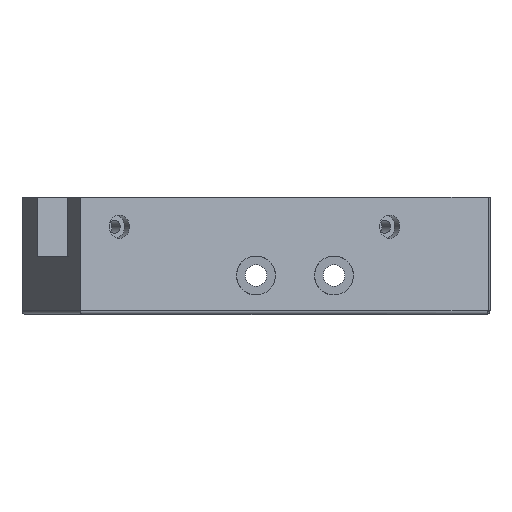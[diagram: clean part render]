
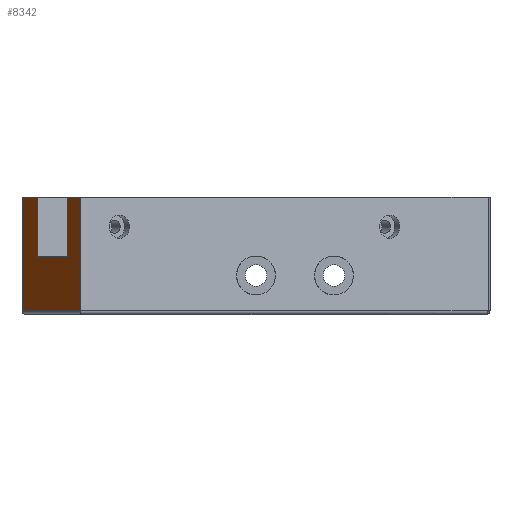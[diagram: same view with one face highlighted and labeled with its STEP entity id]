
A CAD part, left-side view. The second image highlights one B-rep face of the part: STEP entity #8342.
In plain terms, the highlighted planar face has unit normal (-0.5, 0.866, 0).
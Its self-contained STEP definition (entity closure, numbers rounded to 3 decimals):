
#1480 = CYLINDRICAL_SURFACE('',#1481,1.);
#1481 = AXIS2_PLACEMENT_3D('',#1482,#1483,#1484);
#1482 = CARTESIAN_POINT('',(-105.122,94.134,1.));
#1483 = DIRECTION('',(0.866,0.5,0.));
#1484 = DIRECTION('',(0.,0.,-1.));
#3413 = PLANE('',#3414);
#3414 = AXIS2_PLACEMENT_3D('',#3415,#3416,#3417);
#3415 = CARTESIAN_POINT('',(-37.758,54.956,30.));
#3416 = DIRECTION('',(0.,0.,1.));
#3417 = DIRECTION('',(1.,0.,0.));
#3588 = VERTEX_POINT('',#3589);
#3589 = CARTESIAN_POINT('',(-105.622,95.,1.));
#3603 = PLANE('',#3604);
#3604 = AXIS2_PLACEMENT_3D('',#3605,#3606,#3607);
#3605 = CARTESIAN_POINT('',(-45.,-10.,0.));
#3606 = DIRECTION('',(-0.866,-0.5,0.));
#3607 = DIRECTION('',(-0.5,0.866,0.));
#3701 = EDGE_CURVE('',#3588,#3702,#3704,.T.);
#3702 = VERTEX_POINT('',#3703);
#3703 = CARTESIAN_POINT('',(-79.641,110.,1.));
#3704 = SURFACE_CURVE('',#3705,(#3709,#3716),.PCURVE_S1.);
#3705 = LINE('',#3706,#3707);
#3706 = CARTESIAN_POINT('',(-105.622,95.,1.));
#3707 = VECTOR('',#3708,1.);
#3708 = DIRECTION('',(0.866,0.5,0.));
#3709 = PCURVE('',#1480,#3710);
#3710 = DEFINITIONAL_REPRESENTATION('',(#3711),#3715);
#3711 = LINE('',#3712,#3713);
#3712 = CARTESIAN_POINT('',(1.571,0.));
#3713 = VECTOR('',#3714,1.);
#3714 = DIRECTION('',(0.,1.));
#3715 = ( GEOMETRIC_REPRESENTATION_CONTEXT(2) 
PARAMETRIC_REPRESENTATION_CONTEXT() REPRESENTATION_CONTEXT('2D SPACE',''
  ) );
#3716 = PCURVE('',#3717,#3722);
#3717 = PLANE('',#3718);
#3718 = AXIS2_PLACEMENT_3D('',#3719,#3720,#3721);
#3719 = CARTESIAN_POINT('',(-105.622,95.,0.));
#3720 = DIRECTION('',(-0.5,0.866,0.));
#3721 = DIRECTION('',(0.866,0.5,0.));
#3722 = DEFINITIONAL_REPRESENTATION('',(#3723),#3727);
#3723 = LINE('',#3724,#3725);
#3724 = CARTESIAN_POINT('',(0.,-1.));
#3725 = VECTOR('',#3726,1.);
#3726 = DIRECTION('',(1.,0.));
#3727 = ( GEOMETRIC_REPRESENTATION_CONTEXT(2) 
PARAMETRIC_REPRESENTATION_CONTEXT() REPRESENTATION_CONTEXT('2D SPACE',''
  ) );
#3893 = PLANE('',#3894);
#3894 = AXIS2_PLACEMENT_3D('',#3895,#3896,#3897);
#3895 = CARTESIAN_POINT('',(-79.641,110.,0.));
#3896 = DIRECTION('',(0.,1.,0.));
#3897 = DIRECTION('',(1.,0.,0.));
#7167 = PLANE('',#7168);
#7168 = AXIS2_PLACEMENT_3D('',#7169,#7170,#7171);
#7169 = CARTESIAN_POINT('',(-37.758,54.956,30.));
#7170 = DIRECTION('',(0.,0.,1.));
#7171 = DIRECTION('',(1.,0.,0.));
#7499 = VERTEX_POINT('',#7500);
#7500 = CARTESIAN_POINT('',(-79.641,110.,30.));
#7521 = EDGE_CURVE('',#7522,#7499,#7524,.T.);
#7522 = VERTEX_POINT('',#7523);
#7523 = CARTESIAN_POINT('',(-86.566,106.002,30.));
#7524 = SURFACE_CURVE('',#7525,(#7529,#7536),.PCURVE_S1.);
#7525 = LINE('',#7526,#7527);
#7526 = CARTESIAN_POINT('',(-105.622,95.,30.));
#7527 = VECTOR('',#7528,1.);
#7528 = DIRECTION('',(0.866,0.5,0.));
#7529 = PCURVE('',#3413,#7530);
#7530 = DEFINITIONAL_REPRESENTATION('',(#7531),#7535);
#7531 = LINE('',#7532,#7533);
#7532 = CARTESIAN_POINT('',(-67.864,40.044));
#7533 = VECTOR('',#7534,1.);
#7534 = DIRECTION('',(0.866,0.5));
#7535 = ( GEOMETRIC_REPRESENTATION_CONTEXT(2) 
PARAMETRIC_REPRESENTATION_CONTEXT() REPRESENTATION_CONTEXT('2D SPACE',''
  ) );
#7536 = PCURVE('',#3717,#7537);
#7537 = DEFINITIONAL_REPRESENTATION('',(#7538),#7542);
#7538 = LINE('',#7539,#7540);
#7539 = CARTESIAN_POINT('',(0.,-30.));
#7540 = VECTOR('',#7541,1.);
#7541 = DIRECTION('',(1.,0.));
#7542 = ( GEOMETRIC_REPRESENTATION_CONTEXT(2) 
PARAMETRIC_REPRESENTATION_CONTEXT() REPRESENTATION_CONTEXT('2D SPACE',''
  ) );
#7560 = PLANE('',#7561);
#7561 = AXIS2_PLACEMENT_3D('',#7562,#7563,#7564);
#7562 = CARTESIAN_POINT('',(-86.566,106.002,14.8));
#7563 = DIRECTION('',(-0.866,-0.5,0.));
#7564 = DIRECTION('',(0.,0.,1.));
#8100 = VERTEX_POINT('',#8101);
#8101 = CARTESIAN_POINT('',(-105.622,95.,30.));
#8122 = EDGE_CURVE('',#3588,#8100,#8123,.T.);
#8123 = SURFACE_CURVE('',#8124,(#8128,#8135),.PCURVE_S1.);
#8124 = LINE('',#8125,#8126);
#8125 = CARTESIAN_POINT('',(-105.622,95.,0.));
#8126 = VECTOR('',#8127,1.);
#8127 = DIRECTION('',(0.,0.,1.));
#8128 = PCURVE('',#3603,#8129);
#8129 = DEFINITIONAL_REPRESENTATION('',(#8130),#8134);
#8130 = LINE('',#8131,#8132);
#8131 = CARTESIAN_POINT('',(121.244,0.));
#8132 = VECTOR('',#8133,1.);
#8133 = DIRECTION('',(0.,-1.));
#8134 = ( GEOMETRIC_REPRESENTATION_CONTEXT(2) 
PARAMETRIC_REPRESENTATION_CONTEXT() REPRESENTATION_CONTEXT('2D SPACE',''
  ) );
#8135 = PCURVE('',#3717,#8136);
#8136 = DEFINITIONAL_REPRESENTATION('',(#8137),#8141);
#8137 = LINE('',#8138,#8139);
#8138 = CARTESIAN_POINT('',(0.,0.));
#8139 = VECTOR('',#8140,1.);
#8140 = DIRECTION('',(0.,-1.));
#8141 = ( GEOMETRIC_REPRESENTATION_CONTEXT(2) 
PARAMETRIC_REPRESENTATION_CONTEXT() REPRESENTATION_CONTEXT('2D SPACE',''
  ) );
#8342 = ADVANCED_FACE('',(#8343),#3717,.T.);
#8343 = FACE_BOUND('',#8344,.T.);
#8344 = EDGE_LOOP('',(#8345,#8366,#8367,#8368,#8391,#8419,#8447,#8468));
#8345 = ORIENTED_EDGE('',*,*,#8346,.F.);
#8346 = EDGE_CURVE('',#3702,#7499,#8347,.T.);
#8347 = SURFACE_CURVE('',#8348,(#8352,#8359),.PCURVE_S1.);
#8348 = LINE('',#8349,#8350);
#8349 = CARTESIAN_POINT('',(-79.641,110.,0.));
#8350 = VECTOR('',#8351,1.);
#8351 = DIRECTION('',(0.,0.,1.));
#8352 = PCURVE('',#3717,#8353);
#8353 = DEFINITIONAL_REPRESENTATION('',(#8354),#8358);
#8354 = LINE('',#8355,#8356);
#8355 = CARTESIAN_POINT('',(30.,0.));
#8356 = VECTOR('',#8357,1.);
#8357 = DIRECTION('',(0.,-1.));
#8358 = ( GEOMETRIC_REPRESENTATION_CONTEXT(2) 
PARAMETRIC_REPRESENTATION_CONTEXT() REPRESENTATION_CONTEXT('2D SPACE',''
  ) );
#8359 = PCURVE('',#3893,#8360);
#8360 = DEFINITIONAL_REPRESENTATION('',(#8361),#8365);
#8361 = LINE('',#8362,#8363);
#8362 = CARTESIAN_POINT('',(0.,0.));
#8363 = VECTOR('',#8364,1.);
#8364 = DIRECTION('',(0.,-1.));
#8365 = ( GEOMETRIC_REPRESENTATION_CONTEXT(2) 
PARAMETRIC_REPRESENTATION_CONTEXT() REPRESENTATION_CONTEXT('2D SPACE',''
  ) );
#8366 = ORIENTED_EDGE('',*,*,#3701,.F.);
#8367 = ORIENTED_EDGE('',*,*,#8122,.T.);
#8368 = ORIENTED_EDGE('',*,*,#8369,.T.);
#8369 = EDGE_CURVE('',#8100,#8370,#8372,.T.);
#8370 = VERTEX_POINT('',#8371);
#8371 = CARTESIAN_POINT('',(-99.73,98.402,30.));
#8372 = SURFACE_CURVE('',#8373,(#8377,#8384),.PCURVE_S1.);
#8373 = LINE('',#8374,#8375);
#8374 = CARTESIAN_POINT('',(-105.622,95.,30.));
#8375 = VECTOR('',#8376,1.);
#8376 = DIRECTION('',(0.866,0.5,0.));
#8377 = PCURVE('',#3717,#8378);
#8378 = DEFINITIONAL_REPRESENTATION('',(#8379),#8383);
#8379 = LINE('',#8380,#8381);
#8380 = CARTESIAN_POINT('',(0.,-30.));
#8381 = VECTOR('',#8382,1.);
#8382 = DIRECTION('',(1.,0.));
#8383 = ( GEOMETRIC_REPRESENTATION_CONTEXT(2) 
PARAMETRIC_REPRESENTATION_CONTEXT() REPRESENTATION_CONTEXT('2D SPACE',''
  ) );
#8384 = PCURVE('',#7167,#8385);
#8385 = DEFINITIONAL_REPRESENTATION('',(#8386),#8390);
#8386 = LINE('',#8387,#8388);
#8387 = CARTESIAN_POINT('',(-67.864,40.044));
#8388 = VECTOR('',#8389,1.);
#8389 = DIRECTION('',(0.866,0.5));
#8390 = ( GEOMETRIC_REPRESENTATION_CONTEXT(2) 
PARAMETRIC_REPRESENTATION_CONTEXT() REPRESENTATION_CONTEXT('2D SPACE',''
  ) );
#8391 = ORIENTED_EDGE('',*,*,#8392,.T.);
#8392 = EDGE_CURVE('',#8370,#8393,#8395,.T.);
#8393 = VERTEX_POINT('',#8394);
#8394 = CARTESIAN_POINT('',(-99.73,98.402,14.8));
#8395 = SURFACE_CURVE('',#8396,(#8400,#8407),.PCURVE_S1.);
#8396 = LINE('',#8397,#8398);
#8397 = CARTESIAN_POINT('',(-99.73,98.402,30.));
#8398 = VECTOR('',#8399,1.);
#8399 = DIRECTION('',(-0.,0.,-1.));
#8400 = PCURVE('',#3717,#8401);
#8401 = DEFINITIONAL_REPRESENTATION('',(#8402),#8406);
#8402 = LINE('',#8403,#8404);
#8403 = CARTESIAN_POINT('',(6.804,-30.));
#8404 = VECTOR('',#8405,1.);
#8405 = DIRECTION('',(0.,1.));
#8406 = ( GEOMETRIC_REPRESENTATION_CONTEXT(2) 
PARAMETRIC_REPRESENTATION_CONTEXT() REPRESENTATION_CONTEXT('2D SPACE',''
  ) );
#8407 = PCURVE('',#8408,#8413);
#8408 = PLANE('',#8409);
#8409 = AXIS2_PLACEMENT_3D('',#8410,#8411,#8412);
#8410 = CARTESIAN_POINT('',(-99.73,98.402,30.));
#8411 = DIRECTION('',(0.866,0.5,0.));
#8412 = DIRECTION('',(0.,0.,-1.));
#8413 = DEFINITIONAL_REPRESENTATION('',(#8414),#8418);
#8414 = LINE('',#8415,#8416);
#8415 = CARTESIAN_POINT('',(-0.,0.));
#8416 = VECTOR('',#8417,1.);
#8417 = DIRECTION('',(1.,0.));
#8418 = ( GEOMETRIC_REPRESENTATION_CONTEXT(2) 
PARAMETRIC_REPRESENTATION_CONTEXT() REPRESENTATION_CONTEXT('2D SPACE',''
  ) );
#8419 = ORIENTED_EDGE('',*,*,#8420,.T.);
#8420 = EDGE_CURVE('',#8393,#8421,#8423,.T.);
#8421 = VERTEX_POINT('',#8422);
#8422 = CARTESIAN_POINT('',(-86.566,106.002,14.8));
#8423 = SURFACE_CURVE('',#8424,(#8428,#8435),.PCURVE_S1.);
#8424 = LINE('',#8425,#8426);
#8425 = CARTESIAN_POINT('',(-99.73,98.402,14.8));
#8426 = VECTOR('',#8427,1.);
#8427 = DIRECTION('',(0.866,0.5,0.));
#8428 = PCURVE('',#3717,#8429);
#8429 = DEFINITIONAL_REPRESENTATION('',(#8430),#8434);
#8430 = LINE('',#8431,#8432);
#8431 = CARTESIAN_POINT('',(6.804,-14.8));
#8432 = VECTOR('',#8433,1.);
#8433 = DIRECTION('',(1.,0.));
#8434 = ( GEOMETRIC_REPRESENTATION_CONTEXT(2) 
PARAMETRIC_REPRESENTATION_CONTEXT() REPRESENTATION_CONTEXT('2D SPACE',''
  ) );
#8435 = PCURVE('',#8436,#8441);
#8436 = PLANE('',#8437);
#8437 = AXIS2_PLACEMENT_3D('',#8438,#8439,#8440);
#8438 = CARTESIAN_POINT('',(-99.73,98.402,14.8));
#8439 = DIRECTION('',(0.,0.,1.));
#8440 = DIRECTION('',(0.866,0.5,0.));
#8441 = DEFINITIONAL_REPRESENTATION('',(#8442),#8446);
#8442 = LINE('',#8443,#8444);
#8443 = CARTESIAN_POINT('',(0.,0.));
#8444 = VECTOR('',#8445,1.);
#8445 = DIRECTION('',(1.,-0.));
#8446 = ( GEOMETRIC_REPRESENTATION_CONTEXT(2) 
PARAMETRIC_REPRESENTATION_CONTEXT() REPRESENTATION_CONTEXT('2D SPACE',''
  ) );
#8447 = ORIENTED_EDGE('',*,*,#8448,.T.);
#8448 = EDGE_CURVE('',#8421,#7522,#8449,.T.);
#8449 = SURFACE_CURVE('',#8450,(#8454,#8461),.PCURVE_S1.);
#8450 = LINE('',#8451,#8452);
#8451 = CARTESIAN_POINT('',(-86.566,106.002,14.8));
#8452 = VECTOR('',#8453,1.);
#8453 = DIRECTION('',(0.,0.,1.));
#8454 = PCURVE('',#3717,#8455);
#8455 = DEFINITIONAL_REPRESENTATION('',(#8456),#8460);
#8456 = LINE('',#8457,#8458);
#8457 = CARTESIAN_POINT('',(22.004,-14.8));
#8458 = VECTOR('',#8459,1.);
#8459 = DIRECTION('',(0.,-1.));
#8460 = ( GEOMETRIC_REPRESENTATION_CONTEXT(2) 
PARAMETRIC_REPRESENTATION_CONTEXT() REPRESENTATION_CONTEXT('2D SPACE',''
  ) );
#8461 = PCURVE('',#7560,#8462);
#8462 = DEFINITIONAL_REPRESENTATION('',(#8463),#8467);
#8463 = LINE('',#8464,#8465);
#8464 = CARTESIAN_POINT('',(0.,0.));
#8465 = VECTOR('',#8466,1.);
#8466 = DIRECTION('',(1.,-0.));
#8467 = ( GEOMETRIC_REPRESENTATION_CONTEXT(2) 
PARAMETRIC_REPRESENTATION_CONTEXT() REPRESENTATION_CONTEXT('2D SPACE',''
  ) );
#8468 = ORIENTED_EDGE('',*,*,#7521,.T.);
